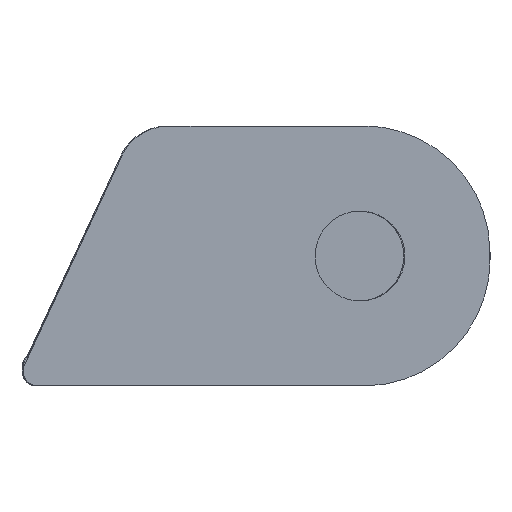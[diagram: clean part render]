
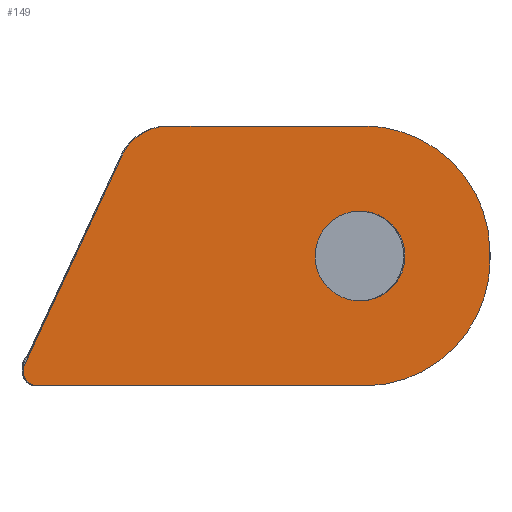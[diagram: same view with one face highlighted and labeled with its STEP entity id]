
A CAD part, front view. The second image highlights one B-rep face of the part: STEP entity #149.
In plain terms, the highlighted planar face has unit normal (0, -1, 0).
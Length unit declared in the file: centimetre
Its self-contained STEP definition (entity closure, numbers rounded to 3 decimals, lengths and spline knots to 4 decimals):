
#42=FACE_BOUND('',#409,.T.);
#149=ADVANCED_FACE('',(#275,#42),#2144,.T.);
#275=FACE_OUTER_BOUND('',#408,.T.);
#408=EDGE_LOOP('',(#985,#986,#987,#988,#989,#990,#991,#992,#993));
#409=EDGE_LOOP('',(#994,#995));
#985=ORIENTED_EDGE('',*,*,#1421,.T.);
#986=ORIENTED_EDGE('',*,*,#1423,.T.);
#987=ORIENTED_EDGE('',*,*,#1426,.T.);
#988=ORIENTED_EDGE('',*,*,#1429,.T.);
#989=ORIENTED_EDGE('',*,*,#1432,.T.);
#990=ORIENTED_EDGE('',*,*,#1435,.T.);
#991=ORIENTED_EDGE('',*,*,#1438,.T.);
#992=ORIENTED_EDGE('',*,*,#1440,.T.);
#993=ORIENTED_EDGE('',*,*,#1441,.T.);
#994=ORIENTED_EDGE('',*,*,#1443,.T.);
#995=ORIENTED_EDGE('',*,*,#1508,.T.);
#1421=EDGE_CURVE('',#2053,#2052,#1799,.T.);
#1423=EDGE_CURVE('',#2052,#2055,#1801,.T.);
#1426=EDGE_CURVE('',#2055,#2057,#1804,.T.);
#1429=EDGE_CURVE('',#2057,#2059,#1807,.T.);
#1432=EDGE_CURVE('',#2059,#2061,#1810,.T.);
#1435=EDGE_CURVE('',#2061,#2063,#1813,.T.);
#1438=EDGE_CURVE('',#2063,#2065,#1816,.T.);
#1440=EDGE_CURVE('',#2065,#2066,#1818,.T.);
#1441=EDGE_CURVE('',#2066,#2053,#1819,.T.);
#1443=EDGE_CURVE('',#2068,#2106,#1821,.T.);
#1508=EDGE_CURVE('',#2106,#2068,#1866,.T.);
#1799=(
BOUNDED_CURVE()
B_SPLINE_CURVE(2,(#4300,#4301,#4302,#4303,#4304),.UNSPECIFIED.,.F.,.F.)
B_SPLINE_CURVE_WITH_KNOTS((3,2,3),(-68.8351,-68.6556,
-68.4762),.UNSPECIFIED.)
CURVE()
GEOMETRIC_REPRESENTATION_ITEM()
RATIONAL_B_SPLINE_CURVE((1.,0.901,1.,0.901,1.))
REPRESENTATION_ITEM('')
);
#1801=(
BOUNDED_CURVE()
B_SPLINE_CURVE(2,(#4307,#4308,#4309),.UNSPECIFIED.,.F.,.F.)
B_SPLINE_CURVE_WITH_KNOTS((3,3),(-68.4762,-64.0926),
 .UNSPECIFIED.)
CURVE()
GEOMETRIC_REPRESENTATION_ITEM()
RATIONAL_B_SPLINE_CURVE((1.,1.,1.))
REPRESENTATION_ITEM('')
);
#1804=(
BOUNDED_CURVE()
B_SPLINE_CURVE(2,(#4315,#4316,#4317),.UNSPECIFIED.,.F.,.F.)
B_SPLINE_CURVE_WITH_KNOTS((3,3),(-64.0926,-61.4222),
 .UNSPECIFIED.)
CURVE()
GEOMETRIC_REPRESENTATION_ITEM()
RATIONAL_B_SPLINE_CURVE((1.,0.707,1.))
REPRESENTATION_ITEM('')
);
#1807=(
BOUNDED_CURVE()
B_SPLINE_CURVE(2,(#4323,#4324,#4325),.UNSPECIFIED.,.F.,.F.)
B_SPLINE_CURVE_WITH_KNOTS((3,3),(-61.4222,-61.3222),
 .UNSPECIFIED.)
CURVE()
GEOMETRIC_REPRESENTATION_ITEM()
RATIONAL_B_SPLINE_CURVE((1.,1.,1.))
REPRESENTATION_ITEM('')
);
#1810=(
BOUNDED_CURVE()
B_SPLINE_CURVE(2,(#4331,#4332,#4333),.UNSPECIFIED.,.F.,.F.)
B_SPLINE_CURVE_WITH_KNOTS((3,3),(-61.3222,-58.6519),
 .UNSPECIFIED.)
CURVE()
GEOMETRIC_REPRESENTATION_ITEM()
RATIONAL_B_SPLINE_CURVE((1.,0.707,1.))
REPRESENTATION_ITEM('')
);
#1813=(
BOUNDED_CURVE()
B_SPLINE_CURVE(2,(#4339,#4340,#4341),.UNSPECIFIED.,.F.,.F.)
B_SPLINE_CURVE_WITH_KNOTS((3,3),(-58.6519,-56.0293),
 .UNSPECIFIED.)
CURVE()
GEOMETRIC_REPRESENTATION_ITEM()
RATIONAL_B_SPLINE_CURVE((1.,1.,1.))
REPRESENTATION_ITEM('')
);
#1816=(
BOUNDED_CURVE()
B_SPLINE_CURVE(2,(#4347,#4348,#4349),.UNSPECIFIED.,.F.,.F.)
B_SPLINE_CURVE_WITH_KNOTS((3,3),(-56.0293,-55.235),
 .UNSPECIFIED.)
CURVE()
GEOMETRIC_REPRESENTATION_ITEM()
RATIONAL_B_SPLINE_CURVE((1.,0.843,1.))
REPRESENTATION_ITEM('')
);
#1818=(
BOUNDED_CURVE()
B_SPLINE_CURVE(2,(#4353,#4354,#4355),.UNSPECIFIED.,.F.,.F.)
B_SPLINE_CURVE_WITH_KNOTS((3,3),(-55.235,-52.1556),
 .UNSPECIFIED.)
CURVE()
GEOMETRIC_REPRESENTATION_ITEM()
RATIONAL_B_SPLINE_CURVE((1.,1.,1.))
REPRESENTATION_ITEM('')
);
#1819=(
BOUNDED_CURVE()
B_SPLINE_CURVE(2,(#4356,#4357,#4358),.UNSPECIFIED.,.F.,.F.)
B_SPLINE_CURVE_WITH_KNOTS((3,3),(-52.1556,-52.0918),
 .UNSPECIFIED.)
CURVE()
GEOMETRIC_REPRESENTATION_ITEM()
RATIONAL_B_SPLINE_CURVE((1.,0.994,1.))
REPRESENTATION_ITEM('')
);
#1821=(
BOUNDED_CURVE()
B_SPLINE_CURVE(2,(#4364,#4365,#4366,#4367,#4368),.UNSPECIFIED.,.F.,.F.)
B_SPLINE_CURVE_WITH_KNOTS((3,2,3),(-3.8013,-2.851,
-1.9007),.UNSPECIFIED.)
CURVE()
GEOMETRIC_REPRESENTATION_ITEM()
RATIONAL_B_SPLINE_CURVE((1.,0.707,1.,0.707,1.))
REPRESENTATION_ITEM('')
);
#1866=(
BOUNDED_CURVE()
B_SPLINE_CURVE(2,(#4548,#4549,#4550,#4551,#4552),.UNSPECIFIED.,.F.,.F.)
B_SPLINE_CURVE_WITH_KNOTS((3,2,3),(-1.9007,-0.9503,
0.),.UNSPECIFIED.)
CURVE()
GEOMETRIC_REPRESENTATION_ITEM()
RATIONAL_B_SPLINE_CURVE((1.,0.707,1.,0.707,1.))
REPRESENTATION_ITEM('')
);
#2052=VERTEX_POINT('',#4022);
#2053=VERTEX_POINT('',#4023);
#2055=VERTEX_POINT('',#4025);
#2057=VERTEX_POINT('',#4027);
#2059=VERTEX_POINT('',#4029);
#2061=VERTEX_POINT('',#4031);
#2063=VERTEX_POINT('',#4033);
#2065=VERTEX_POINT('',#4035);
#2066=VERTEX_POINT('',#4036);
#2068=VERTEX_POINT('',#4038);
#2106=VERTEX_POINT('',#4076);
#2144=PLANE('',#2287);
#2287=AXIS2_PLACEMENT_3D('',#3970,#2328,$);
#2328=DIRECTION('',(0.,-1.,0.));
#3970=CARTESIAN_POINT('',(4.8605,-2.26,2.1875));
#4022=CARTESIAN_POINT('',(-2.0086,-2.26,-1.75));
#4023=CARTESIAN_POINT('',(-2.2037,-2.26,-1.5057));
#4025=CARTESIAN_POINT('',(2.375,-2.26,-1.75));
#4027=CARTESIAN_POINT('',(4.075,-2.26,-0.05));
#4029=CARTESIAN_POINT('',(4.075,-2.26,0.05));
#4031=CARTESIAN_POINT('',(2.375,-2.26,1.75));
#4033=CARTESIAN_POINT('',(-0.2476,-2.26,1.75));
#4035=CARTESIAN_POINT('',(-0.8821,-2.26,1.3457));
#4036=CARTESIAN_POINT('',(-2.183,-2.26,-1.4454));
#4038=CARTESIAN_POINT('',(1.8838,-2.26,0.4139));
#4076=CARTESIAN_POINT('',(2.7662,-2.26,-0.4139));
#4300=CARTESIAN_POINT('',(-2.2037,-2.26,-1.5057));
#4301=CARTESIAN_POINT('',(-2.225,-2.26,-1.5995));
#4302=CARTESIAN_POINT('',(-2.1649,-2.26,-1.6748));
#4303=CARTESIAN_POINT('',(-2.1049,-2.26,-1.75));
#4304=CARTESIAN_POINT('',(-2.0086,-2.26,-1.75));
#4307=CARTESIAN_POINT('',(-2.0086,-2.26,-1.75));
#4308=CARTESIAN_POINT('',(0.1832,-2.26,-1.75));
#4309=CARTESIAN_POINT('',(2.375,-2.26,-1.75));
#4315=CARTESIAN_POINT('',(2.375,-2.26,-1.75));
#4316=CARTESIAN_POINT('',(4.075,-2.26,-1.75));
#4317=CARTESIAN_POINT('',(4.075,-2.26,-0.05));
#4323=CARTESIAN_POINT('',(4.075,-2.26,-0.05));
#4324=CARTESIAN_POINT('',(4.075,-2.26,0.));
#4325=CARTESIAN_POINT('',(4.075,-2.26,0.05));
#4331=CARTESIAN_POINT('',(4.075,-2.26,0.05));
#4332=CARTESIAN_POINT('',(4.075,-2.26,1.75));
#4333=CARTESIAN_POINT('',(2.375,-2.26,1.75));
#4339=CARTESIAN_POINT('',(2.375,-2.26,1.75));
#4340=CARTESIAN_POINT('',(1.0637,-2.26,1.75));
#4341=CARTESIAN_POINT('',(-0.2476,-2.26,1.75));
#4347=CARTESIAN_POINT('',(-0.2476,-2.26,1.75));
#4348=CARTESIAN_POINT('',(-0.6936,-2.26,1.75));
#4349=CARTESIAN_POINT('',(-0.8821,-2.26,1.3457));
#4353=CARTESIAN_POINT('',(-0.8821,-2.26,1.3457));
#4354=CARTESIAN_POINT('',(-1.5325,-2.26,-0.0498));
#4355=CARTESIAN_POINT('',(-2.183,-2.26,-1.4454));
#4356=CARTESIAN_POINT('',(-2.183,-2.26,-1.4454));
#4357=CARTESIAN_POINT('',(-2.1966,-2.26,-1.4744));
#4358=CARTESIAN_POINT('',(-2.2037,-2.26,-1.5057));
#4364=CARTESIAN_POINT('',(1.8838,-2.26,0.4139));
#4365=CARTESIAN_POINT('',(2.2977,-2.26,0.8552));
#4366=CARTESIAN_POINT('',(2.7389,-2.26,0.4412));
#4367=CARTESIAN_POINT('',(3.1802,-2.26,0.0273));
#4368=CARTESIAN_POINT('',(2.7662,-2.26,-0.4139));
#4548=CARTESIAN_POINT('',(2.7662,-2.26,-0.4139));
#4549=CARTESIAN_POINT('',(2.3523,-2.26,-0.8552));
#4550=CARTESIAN_POINT('',(1.9111,-2.26,-0.4412));
#4551=CARTESIAN_POINT('',(1.4698,-2.26,-0.0273));
#4552=CARTESIAN_POINT('',(1.8838,-2.26,0.4139));
